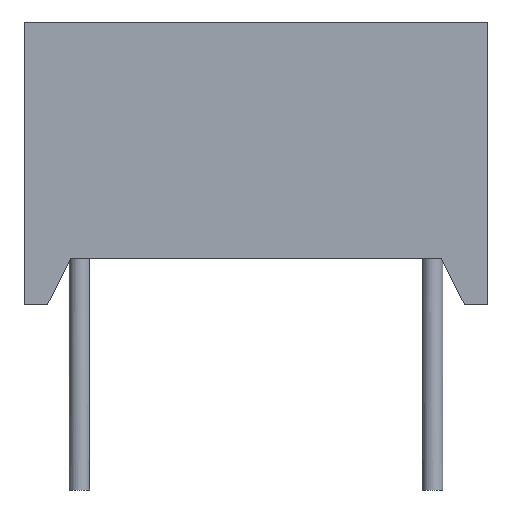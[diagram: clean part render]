
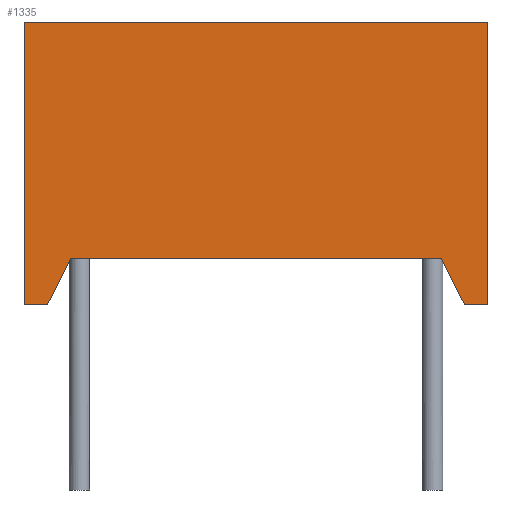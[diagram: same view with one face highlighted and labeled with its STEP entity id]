
A CAD part, left-side view. The second image highlights one B-rep face of the part: STEP entity #1335.
In plain terms, the highlighted planar face has unit normal (-1, 0, 0).
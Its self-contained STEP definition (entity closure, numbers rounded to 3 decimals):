
#22 = VERTEX_POINT('',#23);
#23 = CARTESIAN_POINT('',(-11.,-5.,0.));
#31 = EDGE_CURVE('',#22,#32,#34,.T.);
#32 = VERTEX_POINT('',#33);
#33 = CARTESIAN_POINT('',(-11.,-5.,6.1));
#34 = LINE('',#35,#36);
#35 = CARTESIAN_POINT('',(-11.,-5.,0.));
#36 = VECTOR('',#37,1.);
#37 = DIRECTION('',(0.,0.,1.));
#104 = VERTEX_POINT('',#105);
#105 = CARTESIAN_POINT('',(-11.,-4.5,0.));
#111 = EDGE_CURVE('',#104,#22,#112,.T.);
#112 = LINE('',#113,#114);
#113 = CARTESIAN_POINT('',(-11.,5.,0.));
#114 = VECTOR('',#115,1.);
#115 = DIRECTION('',(0.,-1.,0.));
#421 = VERTEX_POINT('',#422);
#422 = CARTESIAN_POINT('',(-11.,5.,6.1));
#428 = EDGE_CURVE('',#421,#32,#429,.T.);
#429 = LINE('',#430,#431);
#430 = CARTESIAN_POINT('',(-11.,5.,6.1));
#431 = VECTOR('',#432,1.);
#432 = DIRECTION('',(0.,-1.,0.));
#1335 = ADVANCED_FACE('',(#1336),#1387,.F.);
#1336 = FACE_BOUND('',#1337,.F.);
#1337 = EDGE_LOOP('',(#1338,#1348,#1354,#1355,#1356,#1357,#1365,#1373,
    #1381));
#1338 = ORIENTED_EDGE('',*,*,#1339,.F.);
#1339 = EDGE_CURVE('',#1340,#1342,#1344,.T.);
#1340 = VERTEX_POINT('',#1341);
#1341 = CARTESIAN_POINT('',(-11.,5.,0.));
#1342 = VERTEX_POINT('',#1343);
#1343 = CARTESIAN_POINT('',(-11.,4.5,0.));
#1344 = LINE('',#1345,#1346);
#1345 = CARTESIAN_POINT('',(-11.,5.,0.));
#1346 = VECTOR('',#1347,1.);
#1347 = DIRECTION('',(0.,-1.,0.));
#1348 = ORIENTED_EDGE('',*,*,#1349,.T.);
#1349 = EDGE_CURVE('',#1340,#421,#1350,.T.);
#1350 = LINE('',#1351,#1352);
#1351 = CARTESIAN_POINT('',(-11.,5.,0.));
#1352 = VECTOR('',#1353,1.);
#1353 = DIRECTION('',(0.,0.,1.));
#1354 = ORIENTED_EDGE('',*,*,#428,.T.);
#1355 = ORIENTED_EDGE('',*,*,#31,.F.);
#1356 = ORIENTED_EDGE('',*,*,#111,.F.);
#1357 = ORIENTED_EDGE('',*,*,#1358,.T.);
#1358 = EDGE_CURVE('',#104,#1359,#1361,.T.);
#1359 = VERTEX_POINT('',#1360);
#1360 = CARTESIAN_POINT('',(-11.,-4.,1.));
#1361 = LINE('',#1362,#1363);
#1362 = CARTESIAN_POINT('',(-11.,-3.8,1.4));
#1363 = VECTOR('',#1364,1.);
#1364 = DIRECTION('',(0.,0.447,0.894));
#1365 = ORIENTED_EDGE('',*,*,#1366,.T.);
#1366 = EDGE_CURVE('',#1359,#1367,#1369,.T.);
#1367 = VERTEX_POINT('',#1368);
#1368 = CARTESIAN_POINT('',(-11.,0.,1.));
#1369 = LINE('',#1370,#1371);
#1370 = CARTESIAN_POINT('',(-11.,0.5,1.));
#1371 = VECTOR('',#1372,1.);
#1372 = DIRECTION('',(0.,1.,0.));
#1373 = ORIENTED_EDGE('',*,*,#1374,.T.);
#1374 = EDGE_CURVE('',#1367,#1375,#1377,.T.);
#1375 = VERTEX_POINT('',#1376);
#1376 = CARTESIAN_POINT('',(-11.,4.,1.));
#1377 = LINE('',#1378,#1379);
#1378 = CARTESIAN_POINT('',(-11.,2.5,1.));
#1379 = VECTOR('',#1380,1.);
#1380 = DIRECTION('',(0.,1.,0.));
#1381 = ORIENTED_EDGE('',*,*,#1382,.T.);
#1382 = EDGE_CURVE('',#1375,#1342,#1383,.T.);
#1383 = LINE('',#1384,#1385);
#1384 = CARTESIAN_POINT('',(-11.,4.3,0.4));
#1385 = VECTOR('',#1386,1.);
#1386 = DIRECTION('',(0.,0.447,-0.894));
#1387 = PLANE('',#1388);
#1388 = AXIS2_PLACEMENT_3D('',#1389,#1390,#1391);
#1389 = CARTESIAN_POINT('',(-11.,5.,0.));
#1390 = DIRECTION('',(1.,0.,0.));
#1391 = DIRECTION('',(0.,-1.,0.));
